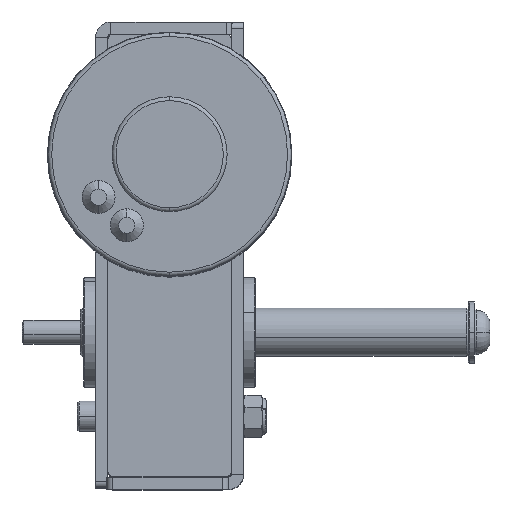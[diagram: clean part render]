
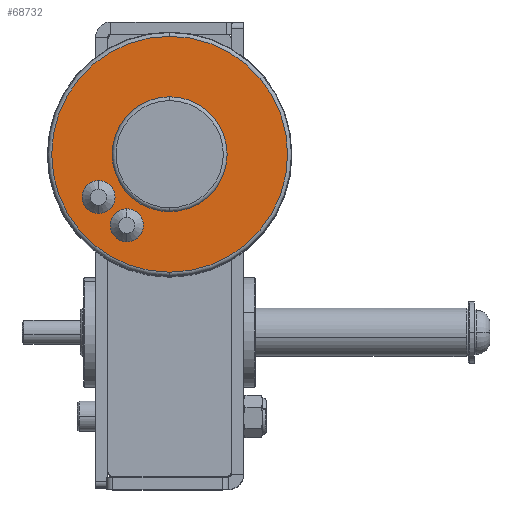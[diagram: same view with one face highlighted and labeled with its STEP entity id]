
A CAD part, top view. The second image highlights one B-rep face of the part: STEP entity #68732.
In plain terms, the highlighted face is planar.
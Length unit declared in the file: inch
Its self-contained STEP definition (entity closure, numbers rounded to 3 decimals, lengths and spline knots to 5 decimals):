
#8810 = FACE_BOUND ( 'NONE', #85346, .T. ) ;
#11016 = VERTEX_POINT ( 'NONE', #51419 ) ;
#12048 = CARTESIAN_POINT ( 'NONE',  ( 2.13256, 4.74423, -3.762 ) ) ;
#14454 = CIRCLE ( 'NONE', #84773, 1.21563 ) ;
#14746 = CARTESIAN_POINT ( 'NONE',  ( 1.4, 4.303, -3.762 ) ) ;
#17514 = VERTEX_POINT ( 'NONE', #131170 ) ;
#19668 = CIRCLE ( 'NONE', #83194, 1.21563 ) ;
#21224 = ORIENTED_EDGE ( 'NONE', *, *, #92913, .T. ) ;
#22544 = EDGE_CURVE ( 'NONE', #134748, #86584, #28453, .T. ) ;
#23107 = DIRECTION ( 'NONE',  ( -1., 0., 0. ) ) ;
#23755 = DIRECTION ( 'NONE',  ( 0., 0., -1. ) ) ;
#25473 = EDGE_LOOP ( 'NONE', ( #126066, #119572 ) ) ;
#25766 = CARTESIAN_POINT ( 'NONE',  ( 2.61563, 4.303, -3.762 ) ) ;
#25804 = DIRECTION ( 'NONE',  ( -1., 0., 0. ) ) ;
#26405 = DIRECTION ( 'NONE',  ( 0., 0., -1. ) ) ;
#28453 = CIRCLE ( 'NONE', #102254, 0.17 ) ;
#32649 = DIRECTION ( 'NONE',  ( 0., 0., -1. ) ) ;
#38076 = FACE_OUTER_BOUND ( 'NONE', #78823, .T. ) ;
#40590 = AXIS2_PLACEMENT_3D ( 'NONE', #98620, #32649, #109695 ) ;
#40930 = CARTESIAN_POINT ( 'NONE',  ( 1.4, 4.303, -3.762 ) ) ;
#45757 = ORIENTED_EDGE ( 'NONE', *, *, #110188, .F. ) ;
#46887 = CARTESIAN_POINT ( 'NONE',  ( 1.4, 4.303, -3.762 ) ) ;
#47189 = AXIS2_PLACEMENT_3D ( 'NONE', #62854, #139833, #73947 ) ;
#51419 = CARTESIAN_POINT ( 'NONE',  ( 1.992, 4.303, -3.762 ) ) ;
#51970 = DIRECTION ( 'NONE',  ( -1., 0., 0. ) ) ;
#54946 = CARTESIAN_POINT ( 'NONE',  ( 2.01123, 5.03556, -3.762 ) ) ;
#55825 = VERTEX_POINT ( 'NONE', #54946 ) ;
#56868 = CARTESIAN_POINT ( 'NONE',  ( 1.96256, 4.74423, -3.762 ) ) ;
#57590 = EDGE_CURVE ( 'NONE', #86584, #134748, #75364, .T. ) ;
#57638 = CARTESIAN_POINT ( 'NONE',  ( 2.13256, 4.74423, -3.762 ) ) ;
#57933 = DIRECTION ( 'NONE',  ( -1., 0., 0. ) ) ;
#58080 = AXIS2_PLACEMENT_3D ( 'NONE', #92415, #26405, #103460 ) ;
#62854 = CARTESIAN_POINT ( 'NONE',  ( 1.84123, 5.03556, -3.762 ) ) ;
#66776 = ORIENTED_EDGE ( 'NONE', *, *, #57590, .F. ) ;
#68732 = ADVANCED_FACE ( 'NONE', ( #38076, #8810, #122452, #93222 ), #80827, .T. ) ;
#68743 = DIRECTION ( 'NONE',  ( -1., 0., 0. ) ) ;
#69721 = EDGE_CURVE ( 'NONE', #11016, #122999, #110310, .T. ) ;
#73947 = DIRECTION ( 'NONE',  ( -1., 0., 0. ) ) ;
#75364 = CIRCLE ( 'NONE', #105573, 0.17 ) ;
#78823 = EDGE_LOOP ( 'NONE', ( #21224, #137573 ) ) ;
#79320 = CARTESIAN_POINT ( 'NONE',  ( 0.18437, 4.303, -3.762 ) ) ;
#80393 = EDGE_CURVE ( 'NONE', #131977, #135362, #14454, .T. ) ;
#80827 = PLANE ( 'NONE',  #58080 ) ;
#81624 = CIRCLE ( 'NONE', #128524, 0.592 ) ;
#83194 = AXIS2_PLACEMENT_3D ( 'NONE', #40930, #117950, #51970 ) ;
#84773 = AXIS2_PLACEMENT_3D ( 'NONE', #46887, #123900, #57933 ) ;
#85346 = EDGE_LOOP ( 'NONE', ( #95350, #66776 ) ) ;
#86584 = VERTEX_POINT ( 'NONE', #92893 ) ;
#89102 = DIRECTION ( 'NONE',  ( 0., 0., -1. ) ) ;
#89752 = CARTESIAN_POINT ( 'NONE',  ( 1.84123, 5.03556, -3.762 ) ) ;
#91828 = DIRECTION ( 'NONE',  ( 0., 0., -1. ) ) ;
#92415 = CARTESIAN_POINT ( 'NONE',  ( 1.4, 4.303, -3.762 ) ) ;
#92893 = CARTESIAN_POINT ( 'NONE',  ( 2.30256, 4.74423, -3.762 ) ) ;
#92913 = EDGE_CURVE ( 'NONE', #135362, #131977, #19668, .T. ) ;
#93222 = FACE_BOUND ( 'NONE', #25473, .T. ) ;
#93564 = AXIS2_PLACEMENT_3D ( 'NONE', #89752, #23755, #100829 ) ;
#95350 = ORIENTED_EDGE ( 'NONE', *, *, #22544, .F. ) ;
#97888 = CIRCLE ( 'NONE', #93564, 0.17 ) ;
#98620 = CARTESIAN_POINT ( 'NONE',  ( 1.4, 4.303, -3.762 ) ) ;
#100829 = DIRECTION ( 'NONE',  ( -1., 0., 0. ) ) ;
#102254 = AXIS2_PLACEMENT_3D ( 'NONE', #57638, #134641, #68743 ) ;
#103460 = DIRECTION ( 'NONE',  ( -1., 0., 0. ) ) ;
#105573 = AXIS2_PLACEMENT_3D ( 'NONE', #12048, #89102, #23107 ) ;
#109695 = DIRECTION ( 'NONE',  ( -1., 0., 0. ) ) ;
#110188 = EDGE_CURVE ( 'NONE', #17514, #55825, #128677, .T. ) ;
#110310 = CIRCLE ( 'NONE', #40590, 0.592 ) ;
#114909 = EDGE_LOOP ( 'NONE', ( #45757, #122756 ) ) ;
#115228 = EDGE_CURVE ( 'NONE', #122999, #11016, #81624, .T. ) ;
#117950 = DIRECTION ( 'NONE',  ( 0., 0., -1. ) ) ;
#119572 = ORIENTED_EDGE ( 'NONE', *, *, #115228, .F. ) ;
#122452 = FACE_BOUND ( 'NONE', #114909, .T. ) ;
#122756 = ORIENTED_EDGE ( 'NONE', *, *, #128387, .F. ) ;
#122999 = VERTEX_POINT ( 'NONE', #132023 ) ;
#123900 = DIRECTION ( 'NONE',  ( 0., 0., -1. ) ) ;
#126066 = ORIENTED_EDGE ( 'NONE', *, *, #69721, .F. ) ;
#128387 = EDGE_CURVE ( 'NONE', #55825, #17514, #97888, .T. ) ;
#128524 = AXIS2_PLACEMENT_3D ( 'NONE', #14746, #91828, #25804 ) ;
#128677 = CIRCLE ( 'NONE', #47189, 0.17 ) ;
#131170 = CARTESIAN_POINT ( 'NONE',  ( 1.67123, 5.03556, -3.762 ) ) ;
#131977 = VERTEX_POINT ( 'NONE', #25766 ) ;
#132023 = CARTESIAN_POINT ( 'NONE',  ( 0.808, 4.303, -3.762 ) ) ;
#134641 = DIRECTION ( 'NONE',  ( 0., 0., -1. ) ) ;
#134748 = VERTEX_POINT ( 'NONE', #56868 ) ;
#135362 = VERTEX_POINT ( 'NONE', #79320 ) ;
#137573 = ORIENTED_EDGE ( 'NONE', *, *, #80393, .T. ) ;
#139833 = DIRECTION ( 'NONE',  ( 0., 0., -1. ) ) ;
